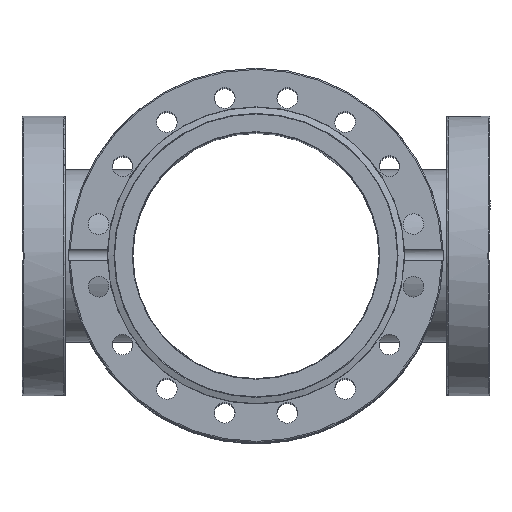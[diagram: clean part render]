
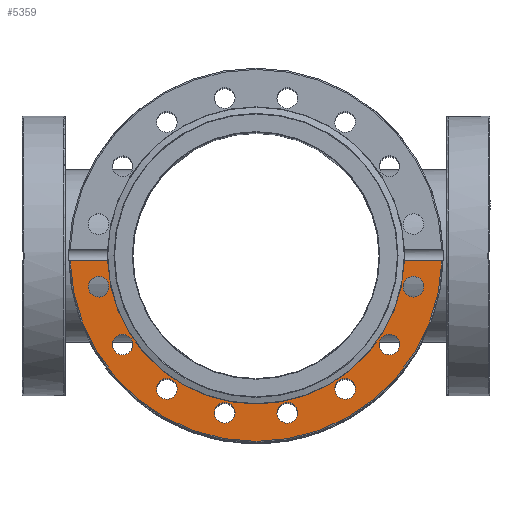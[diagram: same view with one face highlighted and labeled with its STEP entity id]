
A CAD part, top view. The second image highlights one B-rep face of the part: STEP entity #5359.
In plain terms, the highlighted face is planar.
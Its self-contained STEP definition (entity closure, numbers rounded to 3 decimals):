
#5016=CARTESIAN_POINT('',(60.259,2.236,0.0));
#5017=VERTEX_POINT('',#5016);
#5054=CARTESIAN_POINT('',(-60.259,2.236,0.0));
#5055=VERTEX_POINT('',#5054);
#5081=CARTESIAN_POINT('',(0.0,0.0,0.0));
#5082=DIRECTION('',(0.0,0.0,1.0));
#5083=DIRECTION('',(-1.0,0.0,0.0));
#5084=AXIS2_PLACEMENT_3D('',#5081,#5082,#5083);
#5085=CIRCLE('',#5084,60.3);
#5086=EDGE_CURVE('',#5017,#5055,#5085,.T.);
#5139=CARTESIAN_POINT('',(-75.467,2.236,0.0));
#5140=VERTEX_POINT('',#5139);
#5158=CARTESIAN_POINT('',(-60.259,2.236,0.0));
#5159=DIRECTION('',(-1.0,0.0,0.0));
#5160=VECTOR('',#5159,15.208);
#5161=LINE('',#5158,#5160);
#5162=EDGE_CURVE('',#5055,#5140,#5161,.T.);
#5181=CARTESIAN_POINT('',(75.467,2.236,0.0));
#5182=VERTEX_POINT('',#5181);
#5245=CARTESIAN_POINT('',(75.467,2.236,0.0));
#5246=DIRECTION('',(-1.0,0.0,0.0));
#5247=VECTOR('',#5246,15.208);
#5248=LINE('',#5245,#5247);
#5249=EDGE_CURVE('',#5182,#5017,#5248,.T.);
#5254=CARTESIAN_POINT('',(0.0,0.0,0.0));
#5255=DIRECTION('',(0.0,0.0,-1.0));
#5256=DIRECTION('',(-1.0,0.0,0.0));
#5257=AXIS2_PLACEMENT_3D('',#5254,#5255,#5256);
#5258=PLANE('',#5257);
#5259=ORIENTED_EDGE('',*,*,#5249,.T.);
#5260=ORIENTED_EDGE('',*,*,#5086,.T.);
#5261=ORIENTED_EDGE('',*,*,#5162,.T.);
#5262=CARTESIAN_POINT('',(0.0,0.0,0.0));
#5263=DIRECTION('',(0.0,0.0,1.0));
#5264=DIRECTION('',(-1.0,0.0,0.0));
#5265=AXIS2_PLACEMENT_3D('',#5262,#5263,#5264);
#5266=CIRCLE('',#5265,75.5);
#5267=EDGE_CURVE('',#5182,#5140,#5266,.T.);
#5268=ORIENTED_EDGE('',*,*,#5267,.F.);
#5269=EDGE_LOOP('',(#5259,#5260,#5261,#5268));
#5270=FACE_OUTER_BOUND('',#5269,.T.);
#5271=CARTESIAN_POINT('',(8.83,65.505,0.0));
#5272=VERTEX_POINT('',#5271);
#5273=CARTESIAN_POINT('',(12.71,63.898,0.0));
#5274=DIRECTION('',(0.0,0.0,1.));
#5275=DIRECTION('',(0.924,-0.383,0.0));
#5276=AXIS2_PLACEMENT_3D('',#5273,#5274,#5275);
#5277=CIRCLE('',#5276,4.2);
#5278=EDGE_CURVE('',#5272,#5272,#5277,.T.);
#5279=ORIENTED_EDGE('',*,*,#5278,.T.);
#5280=EDGE_LOOP('',(#5279));
#5281=FACE_BOUND('',#5280,.T.);
#5282=CARTESIAN_POINT('',(33.226,57.14,0.0));
#5283=VERTEX_POINT('',#5282);
#5284=CARTESIAN_POINT('',(36.195,54.17,0.0));
#5285=DIRECTION('',(0.0,0.0,1.0));
#5286=DIRECTION('',(0.707,-0.707,0.0));
#5287=AXIS2_PLACEMENT_3D('',#5284,#5285,#5286);
#5288=CIRCLE('',#5287,4.2);
#5289=EDGE_CURVE('',#5283,#5283,#5288,.T.);
#5290=ORIENTED_EDGE('',*,*,#5289,.T.);
#5291=EDGE_LOOP('',(#5290));
#5292=FACE_BOUND('',#5291,.T.);
#5293=CARTESIAN_POINT('',(52.563,40.076,0.0));
#5294=VERTEX_POINT('',#5293);
#5295=CARTESIAN_POINT('',(54.17,36.195,0.0));
#5296=DIRECTION('',(0.0,0.0,1.));
#5297=DIRECTION('',(0.383,-0.924,0.0));
#5298=AXIS2_PLACEMENT_3D('',#5295,#5296,#5297);
#5299=CIRCLE('',#5298,4.2);
#5300=EDGE_CURVE('',#5294,#5294,#5299,.T.);
#5301=ORIENTED_EDGE('',*,*,#5300,.T.);
#5302=EDGE_LOOP('',(#5301));
#5303=FACE_BOUND('',#5302,.T.);
#5304=CARTESIAN_POINT('',(63.898,16.91,0.0));
#5305=VERTEX_POINT('',#5304);
#5306=CARTESIAN_POINT('',(63.898,12.71,0.0));
#5307=DIRECTION('',(0.0,0.0,1.0));
#5308=DIRECTION('',(0.0,-1.0,0.0));
#5309=AXIS2_PLACEMENT_3D('',#5306,#5307,#5308);
#5310=CIRCLE('',#5309,4.2);
#5311=EDGE_CURVE('',#5305,#5305,#5310,.T.);
#5312=ORIENTED_EDGE('',*,*,#5311,.T.);
#5313=EDGE_LOOP('',(#5312));
#5314=FACE_BOUND('',#5313,.T.);
#5315=CARTESIAN_POINT('',(-65.505,8.83,0.0));
#5316=VERTEX_POINT('',#5315);
#5317=CARTESIAN_POINT('',(-63.898,12.71,0.0));
#5318=DIRECTION('',(0.0,0.0,1.));
#5319=DIRECTION('',(0.383,0.924,0.0));
#5320=AXIS2_PLACEMENT_3D('',#5317,#5318,#5319);
#5321=CIRCLE('',#5320,4.2);
#5322=EDGE_CURVE('',#5316,#5316,#5321,.T.);
#5323=ORIENTED_EDGE('',*,*,#5322,.T.);
#5324=EDGE_LOOP('',(#5323));
#5325=FACE_BOUND('',#5324,.T.);
#5326=CARTESIAN_POINT('',(-57.14,33.226,0.0));
#5327=VERTEX_POINT('',#5326);
#5328=CARTESIAN_POINT('',(-54.17,36.195,0.0));
#5329=DIRECTION('',(0.0,0.0,1.));
#5330=DIRECTION('',(0.707,0.707,0.0));
#5331=AXIS2_PLACEMENT_3D('',#5328,#5329,#5330);
#5332=CIRCLE('',#5331,4.2);
#5333=EDGE_CURVE('',#5327,#5327,#5332,.T.);
#5334=ORIENTED_EDGE('',*,*,#5333,.T.);
#5335=EDGE_LOOP('',(#5334));
#5336=FACE_BOUND('',#5335,.T.);
#5337=CARTESIAN_POINT('',(-40.076,52.563,0.0));
#5338=VERTEX_POINT('',#5337);
#5339=CARTESIAN_POINT('',(-36.195,54.17,0.0));
#5340=DIRECTION('',(0.0,0.0,1.));
#5341=DIRECTION('',(0.924,0.383,0.0));
#5342=AXIS2_PLACEMENT_3D('',#5339,#5340,#5341);
#5343=CIRCLE('',#5342,4.2);
#5344=EDGE_CURVE('',#5338,#5338,#5343,.T.);
#5345=ORIENTED_EDGE('',*,*,#5344,.T.);
#5346=EDGE_LOOP('',(#5345));
#5347=FACE_BOUND('',#5346,.T.);
#5348=CARTESIAN_POINT('',(-16.91,63.898,0.0));
#5349=VERTEX_POINT('',#5348);
#5350=CARTESIAN_POINT('',(-12.71,63.898,0.0));
#5351=DIRECTION('',(0.0,0.0,1.0));
#5352=DIRECTION('',(1.0,0.0,0.0));
#5353=AXIS2_PLACEMENT_3D('',#5350,#5351,#5352);
#5354=CIRCLE('',#5353,4.2);
#5355=EDGE_CURVE('',#5349,#5349,#5354,.T.);
#5356=ORIENTED_EDGE('',*,*,#5355,.T.);
#5357=EDGE_LOOP('',(#5356));
#5358=FACE_BOUND('',#5357,.T.);
#5359=ADVANCED_FACE('',(#5270,#5281,#5292,#5303,#5314,#5325,#5336,#5347,#5358),#5258,.T.);
